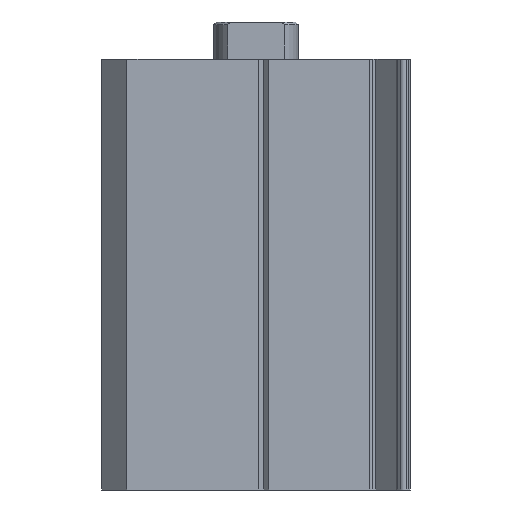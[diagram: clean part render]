
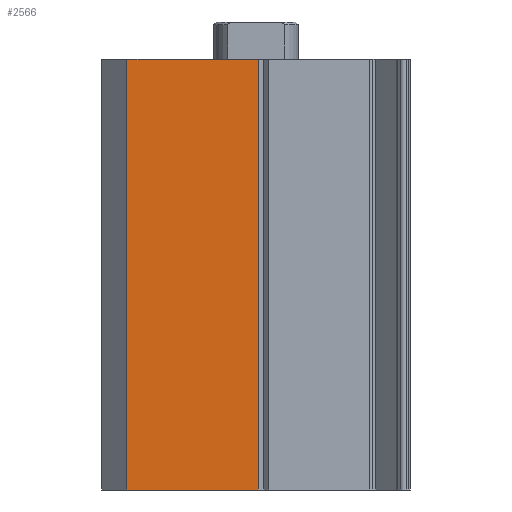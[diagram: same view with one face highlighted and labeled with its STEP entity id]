
A CAD part, left-side view. The second image highlights one B-rep face of the part: STEP entity #2566.
In plain terms, the highlighted planar face has unit normal (-1, 0, 0).
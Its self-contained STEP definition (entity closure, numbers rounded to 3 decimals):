
#435 = EDGE_LOOP ( 'NONE', ( #2225, #1305, #975, #1880 ) ) ;
#510 = VERTEX_POINT ( 'NONE', #3305 ) ;
#745 = VECTOR ( 'NONE', #2859, 1000. ) ;
#893 = EDGE_CURVE ( 'NONE', #1596, #929, #944, .T. ) ;
#928 = CARTESIAN_POINT ( 'NONE',  ( -14.5, -0.208, -20.25 ) ) ;
#929 = VERTEX_POINT ( 'NONE', #928 ) ;
#944 = LINE ( 'NONE', #2534, #745 ) ;
#975 = ORIENTED_EDGE ( 'NONE', *, *, #1452, .F. ) ;
#994 = VECTOR ( 'NONE', #2915, 1000. ) ;
#1238 = DIRECTION ( 'NONE',  ( 0., 0., 1. ) ) ;
#1305 = ORIENTED_EDGE ( 'NONE', *, *, #2852, .T. ) ;
#1315 = CARTESIAN_POINT ( 'NONE',  ( -14.5, 12.13, 20.25 ) ) ;
#1452 = EDGE_CURVE ( 'NONE', #2993, #510, #3479, .T. ) ;
#1499 = CARTESIAN_POINT ( 'NONE',  ( -14.5, -14.5, 20.25 ) ) ;
#1512 = DIRECTION ( 'NONE',  ( 1., 0., 0. ) ) ;
#1558 = CARTESIAN_POINT ( 'NONE',  ( -14.5, -0.208, -20.25 ) ) ;
#1596 = VERTEX_POINT ( 'NONE', #3348 ) ;
#1786 = DIRECTION ( 'NONE',  ( 0., 0., -1. ) ) ;
#1880 = ORIENTED_EDGE ( 'NONE', *, *, #3299, .T. ) ;
#2178 = VECTOR ( 'NONE', #1786, 1000. ) ;
#2225 = ORIENTED_EDGE ( 'NONE', *, *, #893, .T. ) ;
#2259 = CARTESIAN_POINT ( 'NONE',  ( -14.5, -14.5, 20.25 ) ) ;
#2296 = VECTOR ( 'NONE', #1238, 1000. ) ;
#2364 = AXIS2_PLACEMENT_3D ( 'NONE', #1499, #1512, #3775 ) ;
#2403 = LINE ( 'NONE', #1558, #2296 ) ;
#2433 = CARTESIAN_POINT ( 'NONE',  ( -14.5, 12.13, 20.25 ) ) ;
#2534 = CARTESIAN_POINT ( 'NONE',  ( -14.5, -14.5, -20.25 ) ) ;
#2564 = FACE_OUTER_BOUND ( 'NONE', #435, .T. ) ;
#2566 = ADVANCED_FACE ( 'NONE', ( #2564 ), #3155, .F. ) ;
#2852 = EDGE_CURVE ( 'NONE', #929, #510, #2403, .T. ) ;
#2859 = DIRECTION ( 'NONE',  ( 0., -1., 0. ) ) ;
#2915 = DIRECTION ( 'NONE',  ( 0., -1., 0. ) ) ;
#2993 = VERTEX_POINT ( 'NONE', #1315 ) ;
#3067 = LINE ( 'NONE', #2433, #2178 ) ;
#3155 = PLANE ( 'NONE',  #2364 ) ;
#3299 = EDGE_CURVE ( 'NONE', #2993, #1596, #3067, .T. ) ;
#3305 = CARTESIAN_POINT ( 'NONE',  ( -14.5, -0.208, 20.25 ) ) ;
#3348 = CARTESIAN_POINT ( 'NONE',  ( -14.5, 12.13, -20.25 ) ) ;
#3479 = LINE ( 'NONE', #2259, #994 ) ;
#3775 = DIRECTION ( 'NONE',  ( 0., 0., -1. ) ) ;
